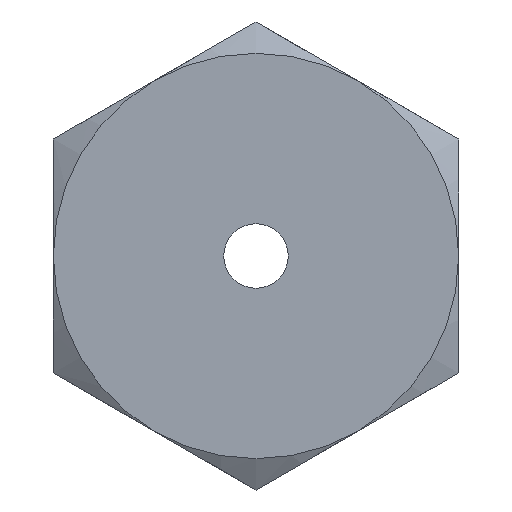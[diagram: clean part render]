
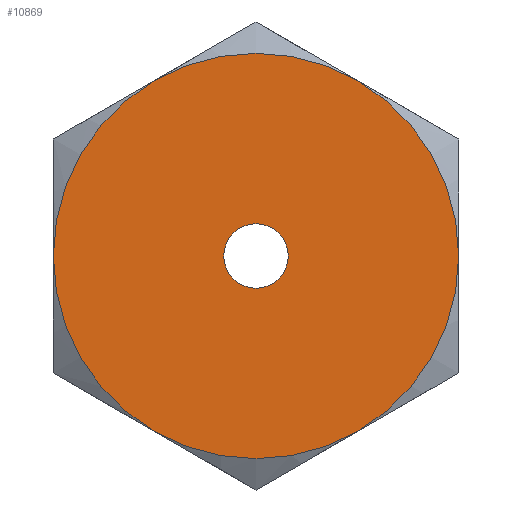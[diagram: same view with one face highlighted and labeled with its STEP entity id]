
A CAD part, left-side view. The second image highlights one B-rep face of the part: STEP entity #10869.
In plain terms, the highlighted planar face has unit normal (-1, 0, 0).
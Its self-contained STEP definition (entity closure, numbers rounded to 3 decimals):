
#4249=CARTESIAN_POINT('',(-4.,2.5,
-4.33));
#4276=CARTESIAN_POINT('',(-4.,5.,
0.));
#4299=CARTESIAN_POINT('',(-4.,2.5,4.33));
#4323=CARTESIAN_POINT('',(-4.,-2.5,
4.33));
#4348=CARTESIAN_POINT('',(-4.,-5.,
0.));
#4373=CARTESIAN_POINT('',(-4.,-2.5,
-4.33));
#4387=CARTESIAN_POINT('',(-4.,0.,0.));
#4388=DIRECTION('',(-1.,0.,0.));
#4389=DIRECTION('',(0.,1.,0.));
#4390=AXIS2_PLACEMENT_3D('',#4387,#4388,#4389);
#4392=CARTESIAN_POINT('',(-4.,0.,0.));
#4393=DIRECTION('',(-1.,0.,0.));
#4394=DIRECTION('',(0.,0.5,0.866));
#4395=AXIS2_PLACEMENT_3D('',#4392,#4393,#4394);
#4397=CARTESIAN_POINT('',(-4.,0.,0.));
#4398=DIRECTION('',(-1.,0.,0.));
#4399=DIRECTION('',(0.,-0.5,0.866));
#4400=AXIS2_PLACEMENT_3D('',#4397,#4398,#4399);
#4402=CARTESIAN_POINT('',(-4.,0.,0.));
#4403=DIRECTION('',(-1.,0.,0.));
#4404=DIRECTION('',(0.,-1.,0.));
#4405=AXIS2_PLACEMENT_3D('',#4402,#4403,#4404);
#4407=CARTESIAN_POINT('',(-4.,0.,0.));
#4408=DIRECTION('',(-1.,0.,0.));
#4409=DIRECTION('',(0.,-0.5,-0.866));
#4410=AXIS2_PLACEMENT_3D('',#4407,#4408,#4409);
#4412=CARTESIAN_POINT('',(-4.,0.,0.));
#4413=DIRECTION('',(-1.,0.,0.));
#4414=DIRECTION('',(0.,0.5,-0.866));
#4415=AXIS2_PLACEMENT_3D('',#4412,#4413,#4414);
#4417=CARTESIAN_POINT('',(-4.,0.,0.));
#4418=DIRECTION('',(1.,0.,0.));
#4419=DIRECTION('',(0.,-1.,0.));
#4420=AXIS2_PLACEMENT_3D('',#4417,#4418,#4419);
#4422=CARTESIAN_POINT('',(-4.,0.,0.));
#4423=DIRECTION('',(1.,0.,0.));
#4424=DIRECTION('',(0.,1.,0.));
#4425=AXIS2_PLACEMENT_3D('',#4422,#4423,#4424);
#4624=VERTEX_POINT('',#4249);
#4626=VERTEX_POINT('',#4276);
#4629=VERTEX_POINT('',#4299);
#4631=VERTEX_POINT('',#4323);
#4633=VERTEX_POINT('',#4348);
#4634=VERTEX_POINT('',#4373);
#4667=CARTESIAN_POINT('',(-4.,-0.795,0.));
#4668=CARTESIAN_POINT('',(-4.,0.795,0.));
#4669=VERTEX_POINT('',#4667);
#4670=VERTEX_POINT('',#4668);
#10847=CARTESIAN_POINT('',(-4.,0.,0.));
#10848=DIRECTION('',(1.,0.,0.));
#10849=DIRECTION('',(0.,1.,0.));
#10850=AXIS2_PLACEMENT_3D('',#10847,#10848,#10849);
#10851=PLANE('',#10850);
#10852=ORIENTED_EDGE('',*,*,#10818,.F.);
#10854=ORIENTED_EDGE('',*,*,#10853,.F.);
#10856=ORIENTED_EDGE('',*,*,#10855,.F.);
#10858=ORIENTED_EDGE('',*,*,#10857,.F.);
#10859=ORIENTED_EDGE('',*,*,#10842,.F.);
#10860=ORIENTED_EDGE('',*,*,#10829,.F.);
#10861=EDGE_LOOP('',(#10852,#10854,#10856,#10858,#10859,#10860));
#10862=FACE_OUTER_BOUND('',#10861,.F.);
#10864=ORIENTED_EDGE('',*,*,#10863,.F.);
#10866=ORIENTED_EDGE('',*,*,#10865,.F.);
#10867=EDGE_LOOP('',(#10864,#10866));
#10868=FACE_BOUND('',#10867,.F.);
#4391=CIRCLE('',#4390,5.);
#4396=CIRCLE('',#4395,5.);
#4401=CIRCLE('',#4400,5.);
#4406=CIRCLE('',#4405,5.);
#4411=CIRCLE('',#4410,5.);
#4416=CIRCLE('',#4415,5.);
#4421=CIRCLE('',#4420,0.795);
#4426=CIRCLE('',#4425,0.795);
#10818=EDGE_CURVE('',#4626,#4624,#4391,.T.);
#10829=EDGE_CURVE('',#4624,#4634,#4416,.T.);
#10842=EDGE_CURVE('',#4634,#4633,#4411,.T.);
#10853=EDGE_CURVE('',#4629,#4626,#4396,.T.);
#10855=EDGE_CURVE('',#4631,#4629,#4401,.T.);
#10857=EDGE_CURVE('',#4633,#4631,#4406,.T.);
#10863=EDGE_CURVE('',#4669,#4670,#4421,.T.);
#10865=EDGE_CURVE('',#4670,#4669,#4426,.T.);
#10869=ADVANCED_FACE('',(#10862,#10868),#10851,.F.);
